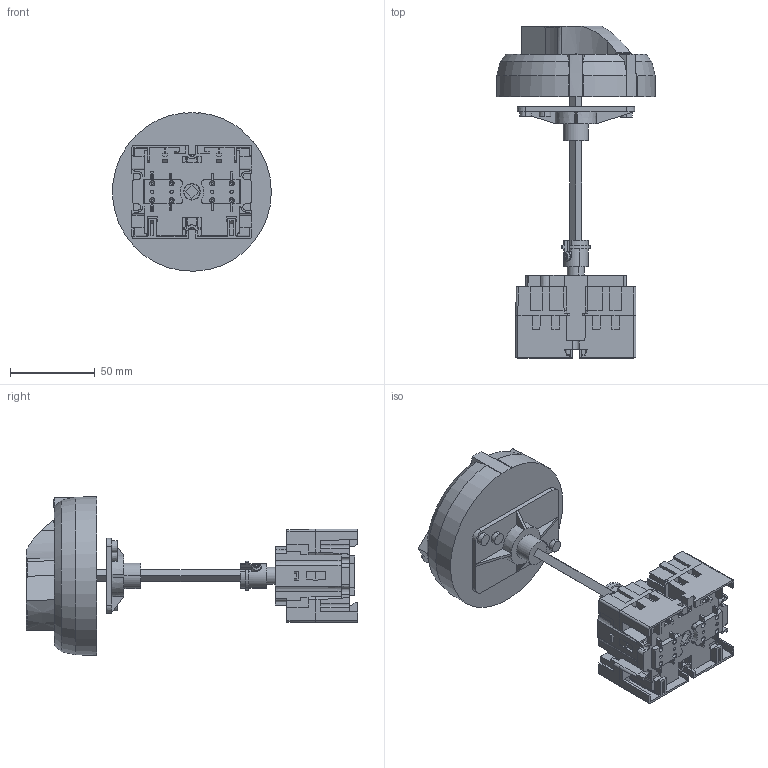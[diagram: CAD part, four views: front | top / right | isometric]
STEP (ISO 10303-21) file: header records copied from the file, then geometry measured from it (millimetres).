
FILE_DESCRIPTION((''),'2;1');
FILE_NAME('GW70001_SW0001','2021-04-12T15:12:10',('User'),('Axiro Italia'),'CREO PARAMETRIC BY PTC INC, 2020354','CREO PARAMETRIC BY PTC INC, 2020354','');
FILE_SCHEMA(('CONFIG_CONTROL_DESIGN'));
Length unit declared in the file: millimetre
Products named in the file (1): GW70001_SW0001
Bounding box: 93.9 x 196.3 x 93.75 mm (x, y, z)
Volume: 328813.5 mm3; surface area: 63843.7 mm2
Topology: 1 solids, 1 shells, 843 faces, 2276 edges, 1500 vertices
Faces by surface type: plane 619, cone 125, cylinder 94, bspline 3, extrusion 2
Entity records: 27057 total; most frequent: CARTESIAN_POINT 5865, ORIENTED_EDGE 4552, DIRECTION 4123, EDGE_CURVE 2276, VECTOR 1701, LINE 1699, VERTEX_POINT 1500, AXIS2_PLACEMENT_3D 1211
